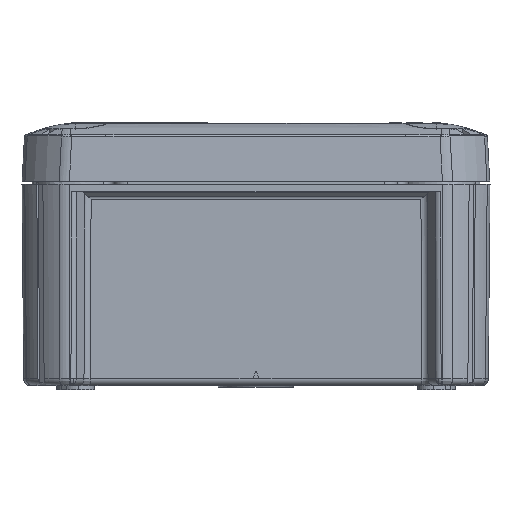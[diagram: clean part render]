
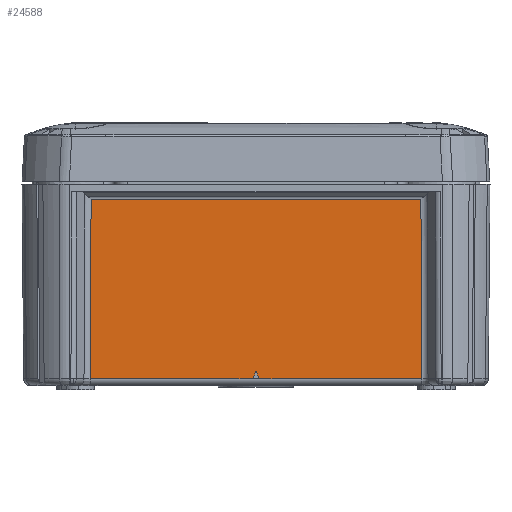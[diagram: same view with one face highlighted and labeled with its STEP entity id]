
A CAD part, left-side view. The second image highlights one B-rep face of the part: STEP entity #24588.
In plain terms, the highlighted planar face has unit normal (-1, 0, -0.009).
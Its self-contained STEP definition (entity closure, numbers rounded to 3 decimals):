
#3043=DIRECTION('',(0.,1.,0.));
#3044=VECTOR('',#3043,40.581);
#3045=CARTESIAN_POINT('',(-69.909,53.636,
0.028));
#3046=LINE('',#3045,#3044);
#3051=DIRECTION('',(0.,1.,0.002));
#3052=VECTOR('',#3051,15.545);
#3053=CARTESIAN_POINT('',(-69.907,36.635,
0.004));
#3054=LINE('',#3053,#3052);
#3055=DIRECTION('',(0.,1.,0.));
#3056=VECTOR('',#3055,25.037);
#3057=CARTESIAN_POINT('',(-69.907,11.598,
0.01));
#3058=LINE('',#3057,#3056);
#4589=DIRECTION('',(0.009,0.005,-1.));
#4590=VECTOR('',#4589,44.758);
#4591=CARTESIAN_POINT('',(-70.298,93.993,44.771));
#4592=LINE('',#4591,#4590);
#4593=DIRECTION('',(-0.009,0.005,1.));
#4594=VECTOR('',#4593,44.763);
#4595=CARTESIAN_POINT('',(-69.907,11.598,
0.01));
#4596=LINE('',#4595,#4594);
#4597=DIRECTION('',(0.008,-0.342,-0.94));
#4598=VECTOR('',#4597,1.848);
#4599=CARTESIAN_POINT('',(-69.923,52.811,1.767));
#4600=LINE('',#4599,#4598);
#4601=CARTESIAN_POINT('',(-69.923,53.003,1.767));
#4602=CARTESIAN_POINT('',(-69.923,52.998,1.781));
#4603=CARTESIAN_POINT('',(-69.923,52.984,1.804));
#4604=CARTESIAN_POINT('',(-69.923,52.951,1.829));
#4605=CARTESIAN_POINT('',(-69.923,52.923,1.836));
#4606=CARTESIAN_POINT('',(-69.923,52.907,1.836));
#4608=DIRECTION('',(-0.008,-0.342,0.94));
#4609=VECTOR('',#4608,1.851);
#4610=CARTESIAN_POINT('',(-69.909,53.636,
0.028));
#4611=LINE('',#4610,#4609);
#4612=CARTESIAN_POINT('',(-70.298,11.821,44.771));
#4619=DIRECTION('',(0.,-1.,0.));
#4620=VECTOR('',#4619,82.172);
#4621=CARTESIAN_POINT('',(-70.298,93.993,44.771));
#4622=LINE('',#4621,#4620);
#4669=CARTESIAN_POINT('',(-69.923,52.811,1.767));
#4670=CARTESIAN_POINT('',(-69.923,52.817,1.781));
#4671=CARTESIAN_POINT('',(-69.923,52.831,1.805));
#4672=CARTESIAN_POINT('',(-69.923,52.866,1.829));
#4673=CARTESIAN_POINT('',(-69.923,52.893,1.836));
#4674=CARTESIAN_POINT('',(-69.923,52.907,1.836));
#12675=VERTEX_POINT('',#4612);
#12677=CARTESIAN_POINT('',(-69.907,11.598,
0.01));
#12678=VERTEX_POINT('',#12677);
#13080=CARTESIAN_POINT('',(-69.909,53.636,
0.028));
#13081=CARTESIAN_POINT('',(-69.907,94.217,
0.015));
#13082=VERTEX_POINT('',#13080);
#13083=VERTEX_POINT('',#13081);
#13084=CARTESIAN_POINT('',(-69.907,36.635,
0.004));
#13085=VERTEX_POINT('',#13084);
#13086=CARTESIAN_POINT('',(-70.298,93.993,
44.771));
#13087=VERTEX_POINT('',#13086);
#13262=CARTESIAN_POINT('',(-69.908,52.18,
0.031));
#13263=VERTEX_POINT('',#13262);
#14007=CARTESIAN_POINT('',(-69.923,52.907,
1.836));
#14009=VERTEX_POINT('',#14007);
#14012=CARTESIAN_POINT('',(-69.923,52.811,
1.767));
#14014=VERTEX_POINT('',#14012);
#14020=CARTESIAN_POINT('',(-69.923,53.003,
1.767));
#14021=VERTEX_POINT('',#14020);
#24566=CARTESIAN_POINT('',(-70.339,102.722,
49.493));
#24567=DIRECTION('',(-1.,0.,-0.009));
#24568=DIRECTION('',(0.009,0.,-1.));
#24569=AXIS2_PLACEMENT_3D('',#24566,#24567,#24568);
#24570=PLANE('',#24569);
#24571=ORIENTED_EDGE('',*,*,#20191,.T.);
#24572=ORIENTED_EDGE('',*,*,#20918,.F.);
#24574=ORIENTED_EDGE('',*,*,#24573,.T.);
#24575=ORIENTED_EDGE('',*,*,#20951,.F.);
#24576=ORIENTED_EDGE('',*,*,#20197,.T.);
#24577=ORIENTED_EDGE('',*,*,#20195,.T.);
#24579=ORIENTED_EDGE('',*,*,#24578,.F.);
#24581=ORIENTED_EDGE('',*,*,#24580,.T.);
#24583=ORIENTED_EDGE('',*,*,#24582,.F.);
#24585=ORIENTED_EDGE('',*,*,#24584,.F.);
#24586=EDGE_LOOP('',(#24571,#24572,#24574,#24575,#24576,#24577,#24579,#24581,
#24583,#24585));
#24587=FACE_OUTER_BOUND('',#24586,.F.);
#24588=ADVANCED_FACE('',(#24587),#24570,.T.);
#4607=B_SPLINE_CURVE_WITH_KNOTS('',3,(#4601,#4602,#4603,#4604,#4605,#4606),
.UNSPECIFIED.,.F.,.F.,(4,1,1,4),(0.,0.333,0.667,1.),
.UNSPECIFIED.);
#4675=B_SPLINE_CURVE_WITH_KNOTS('',3,(#4669,#4670,#4671,#4672,#4673,#4674),
.UNSPECIFIED.,.F.,.F.,(4,1,1,4),(0.,0.333,0.667,1.),
.UNSPECIFIED.);
#20191=EDGE_CURVE('',#13082,#13083,#3046,.T.);
#20195=EDGE_CURVE('',#13085,#13263,#3054,.T.);
#20197=EDGE_CURVE('',#12678,#13085,#3058,.T.);
#20918=EDGE_CURVE('',#13087,#13083,#4592,.T.);
#20951=EDGE_CURVE('',#12678,#12675,#4596,.T.);
#24573=EDGE_CURVE('',#13087,#12675,#4622,.T.);
#24578=EDGE_CURVE('',#14014,#13263,#4600,.T.);
#24580=EDGE_CURVE('',#14014,#14009,#4675,.T.);
#24582=EDGE_CURVE('',#14021,#14009,#4607,.T.);
#24584=EDGE_CURVE('',#13082,#14021,#4611,.T.);
